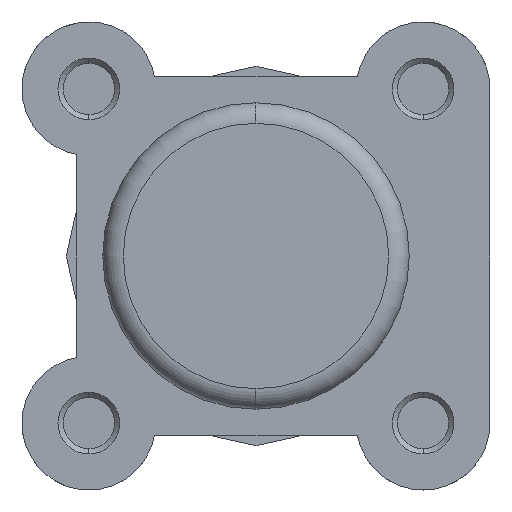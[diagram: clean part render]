
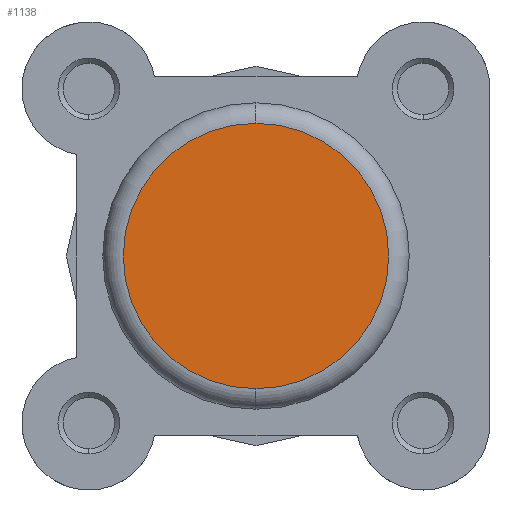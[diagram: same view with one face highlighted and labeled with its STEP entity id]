
A CAD part, left-side view. The second image highlights one B-rep face of the part: STEP entity #1138.
In plain terms, the highlighted planar face has unit normal (-1, 0, 0).
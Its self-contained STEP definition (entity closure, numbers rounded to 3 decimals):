
#51 = FACE_OUTER_BOUND ( 'NONE', #4093, .T. ) ;
#624 = EDGE_CURVE ( 'NONE', #4658, #4684, #4483, .T. ) ;
#739 = EDGE_CURVE ( 'NONE', #4684, #4658, #1010, .T. ) ;
#1010 = CIRCLE ( 'NONE', #1538, 12.9 ) ;
#1138 = ADVANCED_FACE ( 'NONE', ( #51 ), #2289, .F. ) ;
#1489 = AXIS2_PLACEMENT_3D ( 'NONE', #5308, #5313, #5314 ) ;
#1538 = AXIS2_PLACEMENT_3D ( 'NONE', #5607, #5612, #5613 ) ;
#1670 = AXIS2_PLACEMENT_3D ( 'NONE', #2288, #2291, #2292 ) ;
#2288 = CARTESIAN_POINT ( 'NONE',  ( 0., 0., 0. ) ) ;
#2289 = PLANE ( 'NONE',  #1670 ) ;
#2291 = DIRECTION ( 'NONE',  ( 1., 0., 0. ) ) ;
#2292 = DIRECTION ( 'NONE',  ( 0., 0., -1. ) ) ;
#3038 = CARTESIAN_POINT ( 'NONE',  ( 0., 0., 12.9 ) ) ;
#3067 = CARTESIAN_POINT ( 'NONE',  ( 0., 0., -12.9 ) ) ;
#3986 = ORIENTED_EDGE ( 'NONE', *, *, #624, .T. ) ;
#3987 = ORIENTED_EDGE ( 'NONE', *, *, #739, .T. ) ;
#4093 = EDGE_LOOP ( 'NONE', ( #3987, #3986 ) ) ;
#4483 = CIRCLE ( 'NONE', #1489, 12.9 ) ;
#4658 = VERTEX_POINT ( 'NONE', #3038 ) ;
#4684 = VERTEX_POINT ( 'NONE', #3067 ) ;
#5308 = CARTESIAN_POINT ( 'NONE',  ( 0., 0., 0. ) ) ;
#5313 = DIRECTION ( 'NONE',  ( -1., 0., 0. ) ) ;
#5314 = DIRECTION ( 'NONE',  ( 0., 0., -1. ) ) ;
#5607 = CARTESIAN_POINT ( 'NONE',  ( 0., 0., 0. ) ) ;
#5612 = DIRECTION ( 'NONE',  ( -1., 0., 0. ) ) ;
#5613 = DIRECTION ( 'NONE',  ( 0., 0., -1. ) ) ;
